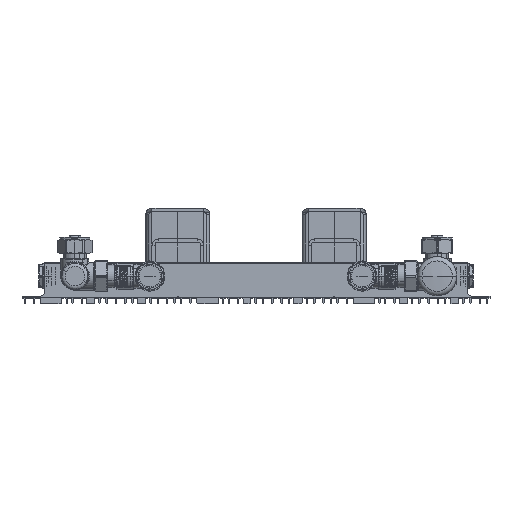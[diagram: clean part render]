
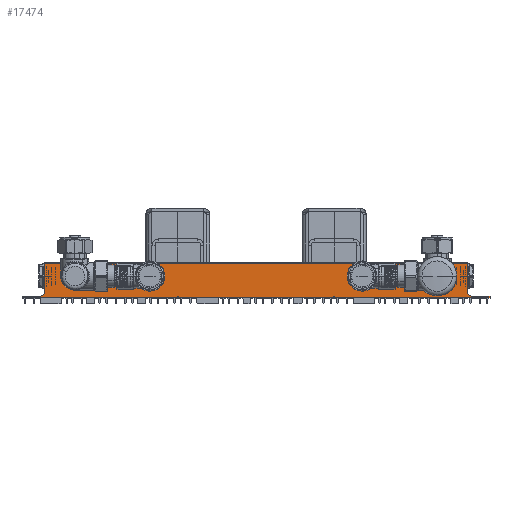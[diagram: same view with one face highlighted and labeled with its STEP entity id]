
A CAD part, front view. The second image highlights one B-rep face of the part: STEP entity #17474.
In plain terms, the highlighted planar face has unit normal (0, -1, 0).
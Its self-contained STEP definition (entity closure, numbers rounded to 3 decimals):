
#1062=DIRECTION('',(1.,0.,0.));
#1063=VECTOR('',#1062,150.);
#1064=CARTESIAN_POINT('',(0.,-1045.,-1.));
#1065=LINE('',#1064,#1063);
#1069=DIRECTION('',(1.,0.,0.));
#1070=VECTOR('',#1069,150.);
#1071=CARTESIAN_POINT('',(151.,-1045.,-1.));
#1072=LINE('',#1071,#1070);
#1076=DIRECTION('',(1.,0.,0.));
#1077=VECTOR('',#1076,150.);
#1078=CARTESIAN_POINT('',(302.,-1045.,-1.));
#1079=LINE('',#1078,#1077);
#1921=DIRECTION('',(0.,0.,-1.));
#1922=VECTOR('',#1921,1.);
#1923=CARTESIAN_POINT('',(150.,-1045.,0.));
#1924=LINE('',#1923,#1922);
#1956=CARTESIAN_POINT('',(123.5,-1045.,19.6));
#1957=DIRECTION('',(0.,-1.,0.));
#1958=DIRECTION('',(1.,0.,0.));
#1959=AXIS2_PLACEMENT_3D('',#1956,#1957,#1958);
#1964=CARTESIAN_POINT('',(123.5,-1045.,19.6));
#1965=DIRECTION('',(0.,-1.,0.));
#1966=DIRECTION('',(-1.,0.,0.));
#1967=AXIS2_PLACEMENT_3D('',#1964,#1965,#1966);
#1972=CARTESIAN_POINT('',(328.5,-1045.,19.6));
#1973=DIRECTION('',(0.,-1.,0.));
#1974=DIRECTION('',(1.,0.,0.));
#1975=AXIS2_PLACEMENT_3D('',#1972,#1973,#1974);
#1980=CARTESIAN_POINT('',(328.5,-1045.,19.6));
#1981=DIRECTION('',(0.,-1.,0.));
#1982=DIRECTION('',(-1.,0.,0.));
#1983=AXIS2_PLACEMENT_3D('',#1980,#1981,#1982);
#1988=DIRECTION('',(-1.,0.,0.));
#1989=VECTOR('',#1988,1.);
#1990=CARTESIAN_POINT('',(302.,-1045.,0.));
#1991=LINE('',#1990,#1989);
#1995=DIRECTION('',(-1.,0.,0.));
#1996=VECTOR('',#1995,1.);
#1997=CARTESIAN_POINT('',(151.,-1045.,0.));
#1998=LINE('',#1997,#1996);
#2076=DIRECTION('',(0.,0.,-1.));
#2077=VECTOR('',#2076,1.);
#2078=CARTESIAN_POINT('',(151.,-1045.,0.));
#2079=LINE('',#2078,#2077);
#2949=DIRECTION('',(0.,0.,-1.));
#2950=VECTOR('',#2949,1.);
#2951=CARTESIAN_POINT('',(301.,-1045.,0.));
#2952=LINE('',#2951,#2950);
#4345=DIRECTION('',(0.707,0.,0.707));
#4346=VECTOR('',#4345,1.899);
#4347=CARTESIAN_POINT('',(20.657,-1045.,1.757));
#4348=LINE('',#4347,#4346);
#4359=CARTESIAN_POINT('',(16.415,-1045.,6.));
#4360=DIRECTION('',(0.,1.,0.));
#4361=DIRECTION('',(0.707,0.,-0.707));
#4362=AXIS2_PLACEMENT_3D('',#4359,#4360,#4361);
#4713=DIRECTION('',(-1.,0.,0.));
#4714=VECTOR('',#4713,16.415);
#4715=CARTESIAN_POINT('',(16.415,-1045.,0.));
#4716=LINE('',#4715,#4714);
#9229=DIRECTION('',(-1.,0.,0.));
#9230=VECTOR('',#9229,16.415);
#9231=CARTESIAN_POINT('',(452.,-1045.,0.));
#9232=LINE('',#9231,#9230);
#11770=DIRECTION('',(0.,0.,1.));
#11771=VECTOR('',#11770,28.5);
#11772=CARTESIAN_POINT('',(430.,-1045.,3.1));
#11773=LINE('',#11772,#11771);
#11837=DIRECTION('',(0.707,0.,-0.707));
#11838=VECTOR('',#11837,1.899);
#11839=CARTESIAN_POINT('',(430.,-1045.,3.1));
#11840=LINE('',#11839,#11838);
#11858=CARTESIAN_POINT('',(435.585,-1045.,6.));
#11859=DIRECTION('',(0.,1.,0.));
#11860=DIRECTION('',(0.,0.,-1.));
#11861=AXIS2_PLACEMENT_3D('',#11858,#11859,#11860);
#11873=DIRECTION('',(-1.,0.,0.));
#11874=VECTOR('',#11873,408.);
#11875=CARTESIAN_POINT('',(430.,-1045.,31.6));
#11876=LINE('',#11875,#11874);
#11933=DIRECTION('',(0.,0.,1.));
#11934=VECTOR('',#11933,28.5);
#11935=CARTESIAN_POINT('',(22.,-1045.,3.1));
#11936=LINE('',#11935,#11934);
#12019=DIRECTION('',(0.,0.,-1.));
#12020=VECTOR('',#12019,1.);
#12021=CARTESIAN_POINT('',(302.,-1045.,0.));
#12022=LINE('',#12021,#12020);
#12817=DIRECTION('',(0.,0.,-1.));
#12818=VECTOR('',#12817,1.);
#12819=CARTESIAN_POINT('',(452.,-1045.,0.));
#12820=LINE('',#12819,#12818);
#12887=DIRECTION('',(0.,0.,-1.));
#12888=VECTOR('',#12887,1.);
#12889=CARTESIAN_POINT('',(0.,-1045.,0.));
#12890=LINE('',#12889,#12888);
#14926=CARTESIAN_POINT('',(430.,-1045.,31.6));
#14928=VERTEX_POINT('',#14926);
#14934=CARTESIAN_POINT('',(22.,-1045.,31.6));
#14936=VERTEX_POINT('',#14934);
#14970=CARTESIAN_POINT('',(132.8,-1045.,19.6));
#14971=CARTESIAN_POINT('',(114.2,-1045.,19.6));
#14972=VERTEX_POINT('',#14970);
#14973=VERTEX_POINT('',#14971);
#14974=CARTESIAN_POINT('',(337.8,-1045.,19.6));
#14975=CARTESIAN_POINT('',(319.2,-1045.,19.6));
#14976=VERTEX_POINT('',#14974);
#14977=VERTEX_POINT('',#14975);
#16843=CARTESIAN_POINT('',(16.415,-1045.,0.));
#16844=CARTESIAN_POINT('',(0.,-1045.,0.));
#16845=VERTEX_POINT('',#16843);
#16846=VERTEX_POINT('',#16844);
#16847=CARTESIAN_POINT('',(0.,-1045.,-1.));
#16848=VERTEX_POINT('',#16847);
#16849=CARTESIAN_POINT('',(150.,-1045.,0.));
#16850=CARTESIAN_POINT('',(150.,-1045.,-1.));
#16851=VERTEX_POINT('',#16849);
#16852=VERTEX_POINT('',#16850);
#16853=CARTESIAN_POINT('',(20.657,-1045.,1.757));
#16854=CARTESIAN_POINT('',(22.,-1045.,3.1));
#16855=VERTEX_POINT('',#16853);
#16856=VERTEX_POINT('',#16854);
#16861=CARTESIAN_POINT('',(151.,-1045.,0.));
#16862=CARTESIAN_POINT('',(151.,-1045.,-1.));
#16863=VERTEX_POINT('',#16861);
#16864=VERTEX_POINT('',#16862);
#16865=CARTESIAN_POINT('',(301.,-1045.,0.));
#16866=CARTESIAN_POINT('',(301.,-1045.,-1.));
#16867=VERTEX_POINT('',#16865);
#16868=VERTEX_POINT('',#16866);
#16869=CARTESIAN_POINT('',(302.,-1045.,0.));
#16870=VERTEX_POINT('',#16869);
#16875=CARTESIAN_POINT('',(302.,-1045.,-1.));
#16876=VERTEX_POINT('',#16875);
#16877=CARTESIAN_POINT('',(452.,-1045.,0.));
#16878=CARTESIAN_POINT('',(452.,-1045.,-1.));
#16879=VERTEX_POINT('',#16877);
#16880=VERTEX_POINT('',#16878);
#16881=CARTESIAN_POINT('',(435.585,-1045.,0.));
#16882=VERTEX_POINT('',#16881);
#16883=CARTESIAN_POINT('',(430.,-1045.,3.1));
#16884=CARTESIAN_POINT('',(431.343,-1045.,1.757));
#16885=VERTEX_POINT('',#16883);
#16886=VERTEX_POINT('',#16884);
#17419=CARTESIAN_POINT('',(430.,-1045.,0.));
#17420=DIRECTION('',(0.,-1.,0.));
#17421=DIRECTION('',(0.,0.,1.));
#17422=AXIS2_PLACEMENT_3D('',#17419,#17420,#17421);
#17423=PLANE('',#17422);
#17425=ORIENTED_EDGE('',*,*,#17424,.T.);
#17427=ORIENTED_EDGE('',*,*,#17426,.T.);
#17428=ORIENTED_EDGE('',*,*,#17144,.F.);
#17430=ORIENTED_EDGE('',*,*,#17429,.F.);
#17432=ORIENTED_EDGE('',*,*,#17431,.T.);
#17433=ORIENTED_EDGE('',*,*,#17402,.T.);
#17434=ORIENTED_EDGE('',*,*,#17128,.F.);
#17436=ORIENTED_EDGE('',*,*,#17435,.F.);
#17438=ORIENTED_EDGE('',*,*,#17437,.F.);
#17440=ORIENTED_EDGE('',*,*,#17439,.F.);
#17442=ORIENTED_EDGE('',*,*,#17441,.T.);
#17444=ORIENTED_EDGE('',*,*,#17443,.T.);
#17446=ORIENTED_EDGE('',*,*,#17445,.F.);
#17448=ORIENTED_EDGE('',*,*,#17447,.F.);
#17450=ORIENTED_EDGE('',*,*,#17449,.T.);
#17452=ORIENTED_EDGE('',*,*,#17451,.F.);
#17454=ORIENTED_EDGE('',*,*,#17453,.F.);
#17456=ORIENTED_EDGE('',*,*,#17455,.T.);
#17457=ORIENTED_EDGE('',*,*,#17159,.F.);
#17459=ORIENTED_EDGE('',*,*,#17458,.F.);
#17460=EDGE_LOOP('',(#17425,#17427,#17428,#17430,#17432,#17433,#17434,#17436,
#17438,#17440,#17442,#17444,#17446,#17448,#17450,#17452,#17454,#17456,#17457,
#17459));
#17461=FACE_OUTER_BOUND('',#17460,.F.);
#17463=ORIENTED_EDGE('',*,*,#17462,.T.);
#17465=ORIENTED_EDGE('',*,*,#17464,.T.);
#17466=EDGE_LOOP('',(#17463,#17465));
#17467=FACE_BOUND('',#17466,.F.);
#17469=ORIENTED_EDGE('',*,*,#17468,.T.);
#17471=ORIENTED_EDGE('',*,*,#17470,.T.);
#17472=EDGE_LOOP('',(#17469,#17471));
#17473=FACE_BOUND('',#17472,.F.);
#1960=CIRCLE('',#1959,9.3);
#1968=CIRCLE('',#1967,9.3);
#1976=CIRCLE('',#1975,9.3);
#1984=CIRCLE('',#1983,9.3);
#4363=CIRCLE('',#4362,6.);
#11862=CIRCLE('',#11861,6.);
#17128=EDGE_CURVE('',#16848,#16852,#1065,.T.);
#17144=EDGE_CURVE('',#16864,#16868,#1072,.T.);
#17159=EDGE_CURVE('',#16876,#16880,#1079,.T.);
#17402=EDGE_CURVE('',#16851,#16852,#1924,.T.);
#17424=EDGE_CURVE('',#16870,#16867,#1991,.T.);
#17426=EDGE_CURVE('',#16867,#16868,#2952,.T.);
#17429=EDGE_CURVE('',#16863,#16864,#2079,.T.);
#17431=EDGE_CURVE('',#16863,#16851,#1998,.T.);
#17435=EDGE_CURVE('',#16846,#16848,#12890,.T.);
#17437=EDGE_CURVE('',#16845,#16846,#4716,.T.);
#17439=EDGE_CURVE('',#16855,#16845,#4363,.T.);
#17441=EDGE_CURVE('',#16855,#16856,#4348,.T.);
#17443=EDGE_CURVE('',#16856,#14936,#11936,.T.);
#17445=EDGE_CURVE('',#14928,#14936,#11876,.T.);
#17447=EDGE_CURVE('',#16885,#14928,#11773,.T.);
#17449=EDGE_CURVE('',#16885,#16886,#11840,.T.);
#17451=EDGE_CURVE('',#16882,#16886,#11862,.T.);
#17453=EDGE_CURVE('',#16879,#16882,#9232,.T.);
#17455=EDGE_CURVE('',#16879,#16880,#12820,.T.);
#17458=EDGE_CURVE('',#16870,#16876,#12022,.T.);
#17462=EDGE_CURVE('',#14976,#14977,#1976,.T.);
#17464=EDGE_CURVE('',#14977,#14976,#1984,.T.);
#17468=EDGE_CURVE('',#14972,#14973,#1960,.T.);
#17470=EDGE_CURVE('',#14973,#14972,#1968,.T.);
#17474=ADVANCED_FACE('',(#17461,#17467,#17473),#17423,.T.);
